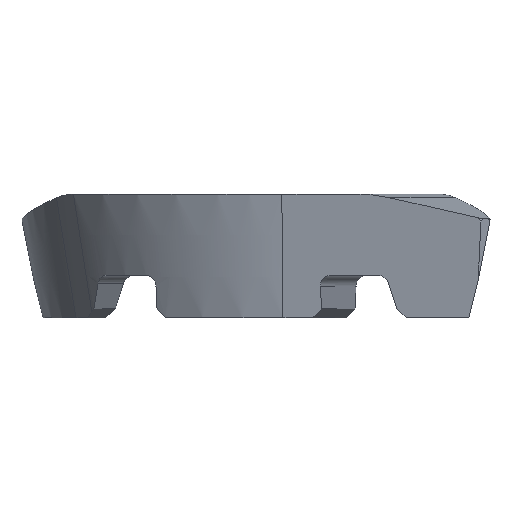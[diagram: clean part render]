
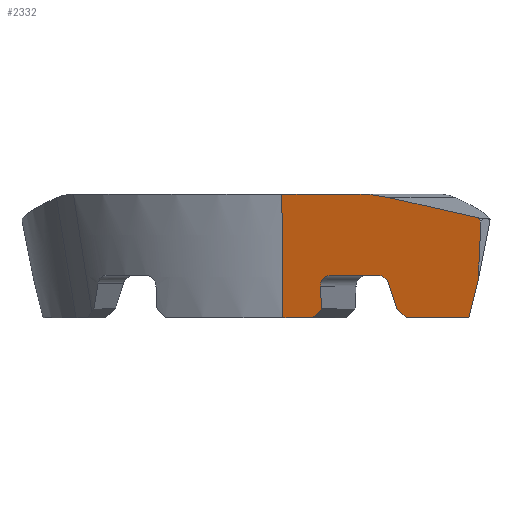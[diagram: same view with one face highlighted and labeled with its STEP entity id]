
A CAD part, front view. The second image highlights one B-rep face of the part: STEP entity #2332.
In plain terms, the highlighted planar face has unit normal (-0.043, -0.981, -0.191).
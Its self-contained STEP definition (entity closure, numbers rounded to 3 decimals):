
#184=CARTESIAN_POINT('',(0.731,-3.31,0.));
#326=DIRECTION('',(-0.999,0.044,0.));
#327=VECTOR('',#326,1.782);
#328=CARTESIAN_POINT('',(6.028,-2.862,-3.5));
#329=LINE('',#328,#327);
#362=CARTESIAN_POINT('',(6.028,-2.862,-3.5));
#429=DIRECTION('',(-0.999,0.044,0.));
#430=VECTOR('',#429,0.85);
#431=CARTESIAN_POINT('',(1.61,-2.668,-3.5));
#432=LINE('',#431,#430);
#707=DIRECTION('',(0.687,-0.168,0.707));
#708=VECTOR('',#707,0.354);
#709=CARTESIAN_POINT('',(1.61,-2.668,-3.5));
#710=LINE('',#709,#708);
#714=DIRECTION('',(0.999,-0.044,0.));
#715=VECTOR('',#714,2.147);
#716=CARTESIAN_POINT('',(0.731,-3.31,0.));
#717=LINE('',#716,#715);
#721=CARTESIAN_POINT('',(3.785,-3.425,
-0.102));
#722=CARTESIAN_POINT('',(3.635,-3.425,
-0.068));
#723=CARTESIAN_POINT('',(3.334,-3.421,
-0.018));
#724=CARTESIAN_POINT('',(3.03,-3.411,0.));
#725=CARTESIAN_POINT('',(2.877,-3.405,0.));
#730=DIRECTION('',(-0.975,0.,0.22));
#731=VECTOR('',#730,2.55);
#732=CARTESIAN_POINT('',(6.272,-3.425,
-0.664));
#733=LINE('',#732,#731);
#737=CARTESIAN_POINT('',(6.272,-3.425,
-0.664));
#738=CARTESIAN_POINT('',(6.276,-3.425,
-0.665));
#739=CARTESIAN_POINT('',(6.283,-3.424,
-0.668));
#740=CARTESIAN_POINT('',(6.294,-3.424,
-0.675));
#741=CARTESIAN_POINT('',(6.306,-3.422,
-0.686));
#742=CARTESIAN_POINT('',(6.319,-3.419,
-0.702));
#743=CARTESIAN_POINT('',(6.329,-3.416,
-0.72));
#744=CARTESIAN_POINT('',(6.339,-3.413,
-0.738));
#745=CARTESIAN_POINT('',(6.351,-3.409,
-0.765));
#746=CARTESIAN_POINT('',(6.359,-3.405,
-0.785));
#747=CARTESIAN_POINT('',(6.364,-3.402,
-0.8));
#752=DIRECTION('',(0.045,-0.193,0.98));
#753=VECTOR('',#752,1.669);
#754=CARTESIAN_POINT('',(6.289,-3.081,-2.435));
#755=LINE('',#754,#753);
#759=CARTESIAN_POINT('',(6.028,-2.862,-3.5));
#760=CARTESIAN_POINT('',(6.045,-2.876,-3.431));
#761=CARTESIAN_POINT('',(6.08,-2.905,-3.293));
#762=CARTESIAN_POINT('',(6.132,-2.948,-3.083));
#763=CARTESIAN_POINT('',(6.184,-2.992,-2.87));
#764=CARTESIAN_POINT('',(6.236,-3.036,-2.654));
#765=CARTESIAN_POINT('',(6.271,-3.066,-2.509));
#766=CARTESIAN_POINT('',(6.289,-3.081,-2.435));
#771=DIRECTION('',(0.723,0.101,-0.684));
#772=VECTOR('',#771,0.366);
#773=CARTESIAN_POINT('',(3.983,-2.821,-3.25));
#774=LINE('',#773,#772);
#778=DIRECTION('',(0.296,0.17,-0.94));
#779=VECTOR('',#778,0.774);
#780=CARTESIAN_POINT('',(3.754,-2.952,-2.522));
#781=LINE('',#780,#779);
#785=CARTESIAN_POINT('',(3.451,-2.982,-2.3));
#786=CARTESIAN_POINT('',(3.461,-2.983,-2.3));
#787=CARTESIAN_POINT('',(3.48,-2.983,-2.301));
#788=CARTESIAN_POINT('',(3.515,-2.984,-2.306));
#789=CARTESIAN_POINT('',(3.556,-2.984,-2.317));
#790=CARTESIAN_POINT('',(3.6,-2.982,-2.336));
#791=CARTESIAN_POINT('',(3.64,-2.979,-2.361));
#792=CARTESIAN_POINT('',(3.676,-2.974,-2.392));
#793=CARTESIAN_POINT('',(3.707,-2.969,-2.428));
#794=CARTESIAN_POINT('',(3.734,-2.962,-2.471));
#795=CARTESIAN_POINT('',(3.749,-2.956,-2.504));
#796=CARTESIAN_POINT('',(3.754,-2.952,-2.522));
#801=DIRECTION('',(0.999,-0.044,0.));
#802=VECTOR('',#801,1.336);
#803=CARTESIAN_POINT('',(2.117,-2.924,-2.3));
#804=LINE('',#803,#802);
#808=CARTESIAN_POINT('',(1.825,-2.853,-2.6));
#809=CARTESIAN_POINT('',(1.825,-2.855,-2.588));
#810=CARTESIAN_POINT('',(1.825,-2.86,-2.564));
#811=CARTESIAN_POINT('',(1.83,-2.866,-2.532));
#812=CARTESIAN_POINT('',(1.837,-2.872,-2.503));
#813=CARTESIAN_POINT('',(1.85,-2.879,-2.467));
#814=CARTESIAN_POINT('',(1.871,-2.888,-2.428));
#815=CARTESIAN_POINT('',(1.904,-2.897,-2.387));
#816=CARTESIAN_POINT('',(1.944,-2.906,-2.353));
#817=CARTESIAN_POINT('',(1.983,-2.912,-2.33));
#818=CARTESIAN_POINT('',(2.019,-2.916,-2.316));
#819=CARTESIAN_POINT('',(2.048,-2.919,-2.307));
#820=CARTESIAN_POINT('',(2.08,-2.922,-2.302));
#821=CARTESIAN_POINT('',(2.104,-2.923,-2.3));
#822=CARTESIAN_POINT('',(2.117,-2.924,-2.3));
#827=DIRECTION('',(-0.042,-0.189,0.981));
#828=VECTOR('',#827,0.663);
#829=CARTESIAN_POINT('',(1.853,-2.727,-3.25));
#830=LINE('',#829,#828);
#1599=DIRECTION('',(0.008,0.191,-0.982));
#1600=VECTOR('',#1599,3.566);
#1601=CARTESIAN_POINT('',(0.731,-3.31,0.));
#1602=LINE('',#1601,#1600);
#1671=VERTEX_POINT('',#184);
#1676=CARTESIAN_POINT('',(0.761,-2.631,-3.5));
#1677=VERTEX_POINT('',#1676);
#1696=CARTESIAN_POINT('',(1.61,-2.668,-3.5));
#1698=VERTEX_POINT('',#1696);
#1700=CARTESIAN_POINT('',(4.248,-2.784,-3.5));
#1702=VERTEX_POINT('',#1700);
#1704=CARTESIAN_POINT('',(1.853,-2.727,-3.25));
#1705=VERTEX_POINT('',#1704);
#1706=CARTESIAN_POINT('',(1.825,-2.853,-2.6));
#1707=VERTEX_POINT('',#1706);
#1708=VERTEX_POINT('',#822);
#1709=CARTESIAN_POINT('',(3.451,-2.982,-2.3));
#1710=VERTEX_POINT('',#1709);
#1711=VERTEX_POINT('',#796);
#1712=CARTESIAN_POINT('',(3.983,-2.821,-3.25));
#1713=VERTEX_POINT('',#1712);
#1730=VERTEX_POINT('',#721);
#1731=VERTEX_POINT('',#725);
#1743=VERTEX_POINT('',#362);
#1745=VERTEX_POINT('',#766);
#1787=VERTEX_POINT('',#737);
#1788=VERTEX_POINT('',#747);
#2300=CARTESIAN_POINT('',(3.775,-3.104,-1.75));
#2301=DIRECTION('',(-0.043,-0.981,-0.191));
#2302=DIRECTION('',(-0.008,-0.191,0.982));
#2303=AXIS2_PLACEMENT_3D('',#2300,#2301,#2302);
#2304=PLANE('',#2303);
#2306=ORIENTED_EDGE('',*,*,#2305,.F.);
#2307=ORIENTED_EDGE('',*,*,#1941,.T.);
#2309=ORIENTED_EDGE('',*,*,#2308,.F.);
#2310=ORIENTED_EDGE('',*,*,#1800,.T.);
#2312=ORIENTED_EDGE('',*,*,#2311,.F.);
#2313=ORIENTED_EDGE('',*,*,#2276,.F.);
#2314=ORIENTED_EDGE('',*,*,#2292,.T.);
#2316=ORIENTED_EDGE('',*,*,#2315,.F.);
#2317=ORIENTED_EDGE('',*,*,#2249,.F.);
#2318=ORIENTED_EDGE('',*,*,#1923,.T.);
#2319=ORIENTED_EDGE('',*,*,#1997,.F.);
#2321=ORIENTED_EDGE('',*,*,#2320,.F.);
#2323=ORIENTED_EDGE('',*,*,#2322,.F.);
#2325=ORIENTED_EDGE('',*,*,#2324,.F.);
#2327=ORIENTED_EDGE('',*,*,#2326,.F.);
#2329=ORIENTED_EDGE('',*,*,#2328,.F.);
#2330=EDGE_LOOP('',(#2306,#2307,#2309,#2310,#2312,#2313,#2314,#2316,#2317,#2318,
#2319,#2321,#2323,#2325,#2327,#2329));
#2331=FACE_OUTER_BOUND('',#2330,.F.);
#726=B_SPLINE_CURVE_WITH_KNOTS('',3,(#721,#722,#723,#724,#725),.UNSPECIFIED.,
.F.,.F.,(4,1,4),(0.,0.5,1.),.UNSPECIFIED.);
#748=B_SPLINE_CURVE_WITH_KNOTS('',3,(#737,#738,#739,#740,#741,#742,#743,#744,
#745,#746,#747),.UNSPECIFIED.,.F.,.F.,(4,1,1,1,1,1,1,1,4),(0.,0.063,0.125,
0.25,0.375,0.5,0.625,0.75,1.),.UNSPECIFIED.);
#767=B_SPLINE_CURVE_WITH_KNOTS('',3,(#759,#760,#761,#762,#763,#764,#765,#766),
.UNSPECIFIED.,.F.,.F.,(4,1,1,1,1,4),(0.,0.2,0.4,0.6,0.8,1.),
.UNSPECIFIED.);
#797=B_SPLINE_CURVE_WITH_KNOTS('',3,(#785,#786,#787,#788,#789,#790,#791,#792,
#793,#794,#795,#796),.UNSPECIFIED.,.F.,.F.,(4,1,1,1,1,1,1,1,1,4),(0.,0.063,
0.125,0.25,0.375,0.5,0.625,0.75,0.875,1.),.UNSPECIFIED.);
#823=B_SPLINE_CURVE_WITH_KNOTS('',3,(#808,#809,#810,#811,#812,#813,#814,#815,
#816,#817,#818,#819,#820,#821,#822),.UNSPECIFIED.,.F.,.F.,(4,1,1,1,1,1,1,1,1,1,
1,1,4),(0.,0.063,0.125,0.188,0.25,0.375,0.5,0.625,0.75,
0.813,0.875,0.938,1.),.UNSPECIFIED.);
#1800=EDGE_CURVE('',#1671,#1731,#717,.T.);
#1923=EDGE_CURVE('',#1743,#1702,#329,.T.);
#1941=EDGE_CURVE('',#1698,#1677,#432,.T.);
#1997=EDGE_CURVE('',#1713,#1702,#774,.T.);
#2249=EDGE_CURVE('',#1743,#1745,#767,.T.);
#2276=EDGE_CURVE('',#1787,#1730,#733,.T.);
#2292=EDGE_CURVE('',#1787,#1788,#748,.T.);
#2305=EDGE_CURVE('',#1698,#1705,#710,.T.);
#2308=EDGE_CURVE('',#1671,#1677,#1602,.T.);
#2311=EDGE_CURVE('',#1730,#1731,#726,.T.);
#2315=EDGE_CURVE('',#1745,#1788,#755,.T.);
#2320=EDGE_CURVE('',#1711,#1713,#781,.T.);
#2322=EDGE_CURVE('',#1710,#1711,#797,.T.);
#2324=EDGE_CURVE('',#1708,#1710,#804,.T.);
#2326=EDGE_CURVE('',#1707,#1708,#823,.T.);
#2328=EDGE_CURVE('',#1705,#1707,#830,.T.);
#2332=ADVANCED_FACE('',(#2331),#2304,.T.);
